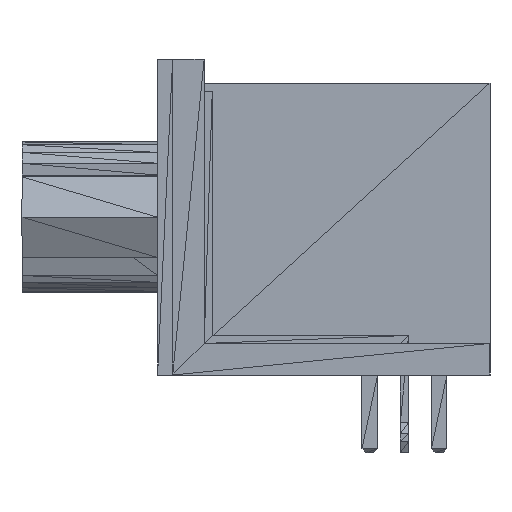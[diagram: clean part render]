
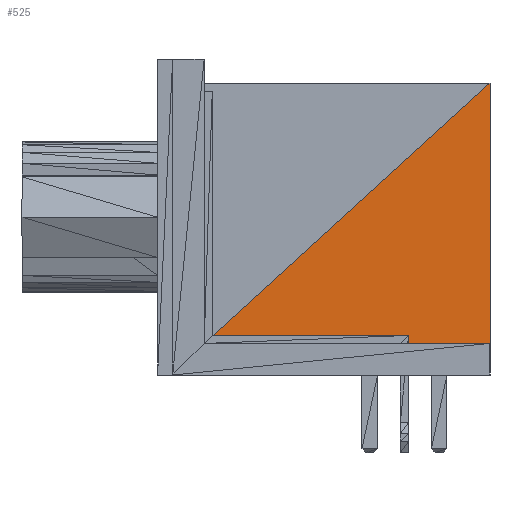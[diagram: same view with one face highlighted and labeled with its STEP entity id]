
A CAD part, left-side view. The second image highlights one B-rep face of the part: STEP entity #525.
In plain terms, the highlighted planar face has unit normal (-1, 0, 0).
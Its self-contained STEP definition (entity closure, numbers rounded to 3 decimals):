
#525=ADVANCED_FACE('',(#531),#526,.F.);
#526=PLANE('',#527);
#527=AXIS2_PLACEMENT_3D('',#528,#529,#530);
#528=CARTESIAN_POINT('Origin',(-10.147,-2.586,1.293));
#529=DIRECTION('center_axis',(1.0,0.0,0.0));
#530=DIRECTION('ref_axis',(0.,0.,1.));
#531=FACE_OUTER_BOUND('',#532,.T.);
#532=EDGE_LOOP('',(#533,#543,#553));
#533=ORIENTED_EDGE('',*,*,#534,.F.);
#534=EDGE_CURVE('',#535,#537,#539,.T.);
#535=VERTEX_POINT('',#536);
#536=CARTESIAN_POINT('',(-10.147,-14.298,1.293));
#537=VERTEX_POINT('',#538);
#538=CARTESIAN_POINT('',(-10.147,-2.586,1.293));
#539=LINE('',#540,#541);
#540=CARTESIAN_POINT('',(-10.147,-14.298,1.293));
#541=VECTOR('',#542,11.712);
#542=DIRECTION('',(0.0,1.0,0.0));
#543=ORIENTED_EDGE('',*,*,#544,.F.);
#544=EDGE_CURVE('',#545,#547,#549,.T.);
#545=VERTEX_POINT('',#546);
#546=CARTESIAN_POINT('',(-10.147,-14.298,11.959));
#547=VERTEX_POINT('',#536);
#549=LINE('',#550,#551);
#550=CARTESIAN_POINT('',(-10.147,-14.298,11.959));
#551=VECTOR('',#552,10.666);
#552=DIRECTION('',(0.0,0.0,-1.0));
#553=ORIENTED_EDGE('',*,*,#554,.F.);
#554=EDGE_CURVE('',#555,#557,#559,.T.);
#555=VERTEX_POINT('',#538);
#557=VERTEX_POINT('',#546);
#559=LINE('',#560,#561);
#560=CARTESIAN_POINT('',(-10.147,-2.586,1.293));
#561=VECTOR('',#562,15.841);
#562=DIRECTION('',(0.0,-0.739,0.673));
